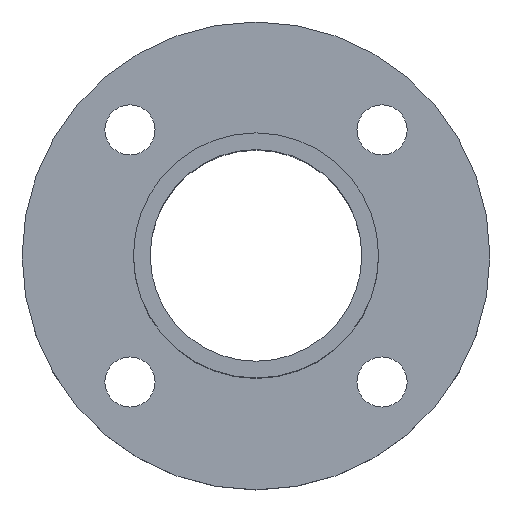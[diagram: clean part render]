
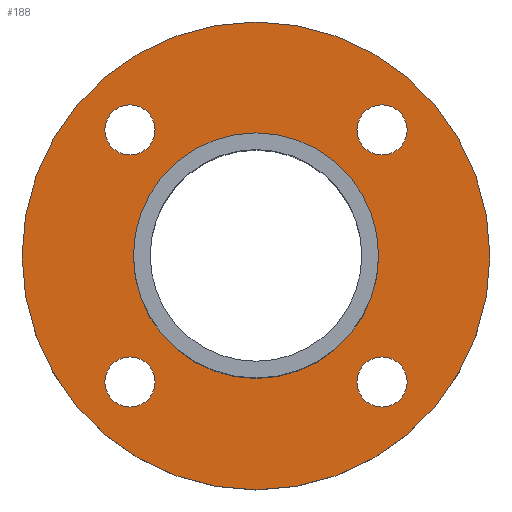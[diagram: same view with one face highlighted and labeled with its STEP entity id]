
A CAD part, top view. The second image highlights one B-rep face of the part: STEP entity #188.
In plain terms, the highlighted planar face has unit normal (0, 0, 1).
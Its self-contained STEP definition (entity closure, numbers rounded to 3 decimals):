
#16 = EDGE_CURVE ( 'NONE', #521, #58, #45, .T. ) ;
#20 = CARTESIAN_POINT ( 'NONE',  ( 11.314, -11.314, -10. ) ) ;
#21 = CIRCLE ( 'NONE', #602, 2.25 ) ;
#29 = EDGE_CURVE ( 'NONE', #58, #521, #415, .T. ) ;
#43 = CARTESIAN_POINT ( 'NONE',  ( 11., 0., -10. ) ) ;
#45 = CIRCLE ( 'NONE', #463, 2.25 ) ;
#58 = VERTEX_POINT ( 'NONE', #691 ) ;
#63 = DIRECTION ( 'NONE',  ( 1., 0., 0. ) ) ;
#67 = AXIS2_PLACEMENT_3D ( 'NONE', #20, #295, #577 ) ;
#76 = FACE_BOUND ( 'NONE', #580, .T. ) ;
#78 = CIRCLE ( 'NONE', #593, 2.25 ) ;
#96 = CARTESIAN_POINT ( 'NONE',  ( 9.064, -11.314, -10. ) ) ;
#109 = DIRECTION ( 'NONE',  ( 0., 0., 1. ) ) ;
#113 = AXIS2_PLACEMENT_3D ( 'NONE', #189, #316, #675 ) ;
#119 = DIRECTION ( 'NONE',  ( 1., 0., 0. ) ) ;
#133 = ORIENTED_EDGE ( 'NONE', *, *, #682, .F. ) ;
#143 = EDGE_CURVE ( 'NONE', #645, #156, #78, .T. ) ;
#145 = DIRECTION ( 'NONE',  ( 1., 0., 0. ) ) ;
#156 = VERTEX_POINT ( 'NONE', #555 ) ;
#168 = CARTESIAN_POINT ( 'NONE',  ( 11.314, 11.314, -10. ) ) ;
#186 = EDGE_LOOP ( 'NONE', ( #314, #479 ) ) ;
#188 = ADVANCED_FACE ( 'NONE', ( #355, #283, #696, #278, #76, #560 ), #683, .T. ) ;
#189 = CARTESIAN_POINT ( 'NONE',  ( -11.314, 11.314, -10. ) ) ;
#207 = CARTESIAN_POINT ( 'NONE',  ( -11.314, -11.314, -10. ) ) ;
#210 = ORIENTED_EDGE ( 'NONE', *, *, #143, .F. ) ;
#212 = DIRECTION ( 'NONE',  ( 0., 0., 1. ) ) ;
#217 = CARTESIAN_POINT ( 'NONE',  ( 0., 0., -10. ) ) ;
#226 = VERTEX_POINT ( 'NONE', #298 ) ;
#229 = DIRECTION ( 'NONE',  ( 0., 0., 1. ) ) ;
#255 = DIRECTION ( 'NONE',  ( 0., 0., 1. ) ) ;
#257 = DIRECTION ( 'NONE',  ( 1., 0., 0. ) ) ;
#267 = EDGE_CURVE ( 'NONE', #887, #445, #742, .T. ) ;
#270 = ORIENTED_EDGE ( 'NONE', *, *, #390, .F. ) ;
#278 = FACE_BOUND ( 'NONE', #186, .T. ) ;
#283 = FACE_BOUND ( 'NONE', #526, .T. ) ;
#292 = ORIENTED_EDGE ( 'NONE', *, *, #481, .T. ) ;
#295 = DIRECTION ( 'NONE',  ( 0., 0., 1. ) ) ;
#298 = CARTESIAN_POINT ( 'NONE',  ( 13.564, -11.314, -10. ) ) ;
#300 = DIRECTION ( 'NONE',  ( 0., 0., 1. ) ) ;
#308 = VERTEX_POINT ( 'NONE', #96 ) ;
#314 = ORIENTED_EDGE ( 'NONE', *, *, #557, .F. ) ;
#316 = DIRECTION ( 'NONE',  ( 0., 0., 1. ) ) ;
#321 = CARTESIAN_POINT ( 'NONE',  ( -11., 0., -10. ) ) ;
#338 = DIRECTION ( 'NONE',  ( 0., 0., 1. ) ) ;
#339 = VERTEX_POINT ( 'NONE', #569 ) ;
#355 = FACE_BOUND ( 'NONE', #874, .T. ) ;
#373 = CARTESIAN_POINT ( 'NONE',  ( 21., 0., -10. ) ) ;
#379 = ORIENTED_EDGE ( 'NONE', *, *, #474, .F. ) ;
#381 = CARTESIAN_POINT ( 'NONE',  ( -9.064, 11.314, -10. ) ) ;
#386 = DIRECTION ( 'NONE',  ( 1., 0., 0. ) ) ;
#390 = EDGE_CURVE ( 'NONE', #308, #226, #425, .T. ) ;
#394 = EDGE_CURVE ( 'NONE', #597, #736, #575, .T. ) ;
#405 = CARTESIAN_POINT ( 'NONE',  ( -11.314, -11.314, -10. ) ) ;
#409 = CARTESIAN_POINT ( 'NONE',  ( 11.314, 11.314, -10. ) ) ;
#415 = CIRCLE ( 'NONE', #113, 2.25 ) ;
#416 = DIRECTION ( 'NONE',  ( 0., 0., 1. ) ) ;
#419 = ORIENTED_EDGE ( 'NONE', *, *, #886, .F. ) ;
#425 = CIRCLE ( 'NONE', #67, 2.25 ) ;
#445 = VERTEX_POINT ( 'NONE', #43 ) ;
#455 = DIRECTION ( 'NONE',  ( 1., 0., 0. ) ) ;
#461 = DIRECTION ( 'NONE',  ( 0., 0., 1. ) ) ;
#463 = AXIS2_PLACEMENT_3D ( 'NONE', #606, #255, #386 ) ;
#473 = AXIS2_PLACEMENT_3D ( 'NONE', #723, #461, #455 ) ;
#474 = EDGE_CURVE ( 'NONE', #226, #308, #548, .T. ) ;
#479 = ORIENTED_EDGE ( 'NONE', *, *, #747, .F. ) ;
#481 = EDGE_CURVE ( 'NONE', #736, #597, #772, .T. ) ;
#509 = DIRECTION ( 'NONE',  ( 1., 0., 0. ) ) ;
#516 = EDGE_LOOP ( 'NONE', ( #270, #379 ) ) ;
#521 = VERTEX_POINT ( 'NONE', #381 ) ;
#526 = EDGE_LOOP ( 'NONE', ( #133, #210 ) ) ;
#548 = CIRCLE ( 'NONE', #743, 2.25 ) ;
#555 = CARTESIAN_POINT ( 'NONE',  ( -13.564, -11.314, -10. ) ) ;
#557 = EDGE_CURVE ( 'NONE', #339, #784, #562, .T. ) ;
#560 = FACE_OUTER_BOUND ( 'NONE', #727, .T. ) ;
#561 = AXIS2_PLACEMENT_3D ( 'NONE', #842, #212, #145 ) ;
#562 = CIRCLE ( 'NONE', #841, 2.25 ) ;
#569 = CARTESIAN_POINT ( 'NONE',  ( 9.064, 11.314, -10. ) ) ;
#575 = CIRCLE ( 'NONE', #620, 21. ) ;
#577 = DIRECTION ( 'NONE',  ( 1., 0., 0. ) ) ;
#578 = ORIENTED_EDGE ( 'NONE', *, *, #29, .F. ) ;
#580 = EDGE_LOOP ( 'NONE', ( #419, #679 ) ) ;
#593 = AXIS2_PLACEMENT_3D ( 'NONE', #207, #624, #908 ) ;
#597 = VERTEX_POINT ( 'NONE', #756 ) ;
#602 = AXIS2_PLACEMENT_3D ( 'NONE', #405, #416, #257 ) ;
#606 = CARTESIAN_POINT ( 'NONE',  ( -11.314, 11.314, -10. ) ) ;
#620 = AXIS2_PLACEMENT_3D ( 'NONE', #861, #229, #509 ) ;
#624 = DIRECTION ( 'NONE',  ( 0., 0., 1. ) ) ;
#627 = ORIENTED_EDGE ( 'NONE', *, *, #394, .T. ) ;
#632 = AXIS2_PLACEMENT_3D ( 'NONE', #754, #338, #63 ) ;
#645 = VERTEX_POINT ( 'NONE', #778 ) ;
#646 = CARTESIAN_POINT ( 'NONE',  ( 13.564, 11.314, -10. ) ) ;
#655 = ORIENTED_EDGE ( 'NONE', *, *, #16, .F. ) ;
#673 = DIRECTION ( 'NONE',  ( 0., 0., 1. ) ) ;
#675 = DIRECTION ( 'NONE',  ( 1., 0., 0. ) ) ;
#679 = ORIENTED_EDGE ( 'NONE', *, *, #267, .F. ) ;
#682 = EDGE_CURVE ( 'NONE', #156, #645, #21, .T. ) ;
#683 = PLANE ( 'NONE',  #561 ) ;
#690 = DIRECTION ( 'NONE',  ( 1., 0., 0. ) ) ;
#691 = CARTESIAN_POINT ( 'NONE',  ( -13.564, 11.314, -10. ) ) ;
#696 = FACE_BOUND ( 'NONE', #516, .T. ) ;
#706 = DIRECTION ( 'NONE',  ( 0., 0., 1. ) ) ;
#709 = DIRECTION ( 'NONE',  ( 1., 0., 0. ) ) ;
#723 = CARTESIAN_POINT ( 'NONE',  ( 0., 0., -10. ) ) ;
#727 = EDGE_LOOP ( 'NONE', ( #627, #292 ) ) ;
#729 = CIRCLE ( 'NONE', #632, 11. ) ;
#736 = VERTEX_POINT ( 'NONE', #373 ) ;
#737 = CARTESIAN_POINT ( 'NONE',  ( 11.314, -11.314, -10. ) ) ;
#742 = CIRCLE ( 'NONE', #884, 11. ) ;
#743 = AXIS2_PLACEMENT_3D ( 'NONE', #737, #109, #119 ) ;
#747 = EDGE_CURVE ( 'NONE', #784, #339, #898, .T. ) ;
#754 = CARTESIAN_POINT ( 'NONE',  ( 0., 0., -10. ) ) ;
#756 = CARTESIAN_POINT ( 'NONE',  ( -21., 0., -10. ) ) ;
#772 = CIRCLE ( 'NONE', #473, 21. ) ;
#778 = CARTESIAN_POINT ( 'NONE',  ( -9.064, -11.314, -10. ) ) ;
#784 = VERTEX_POINT ( 'NONE', #646 ) ;
#810 = AXIS2_PLACEMENT_3D ( 'NONE', #168, #300, #709 ) ;
#841 = AXIS2_PLACEMENT_3D ( 'NONE', #409, #673, #690 ) ;
#842 = CARTESIAN_POINT ( 'NONE',  ( 0., 0., -10. ) ) ;
#861 = CARTESIAN_POINT ( 'NONE',  ( 0., 0., -10. ) ) ;
#862 = DIRECTION ( 'NONE',  ( 1., 0., 0. ) ) ;
#874 = EDGE_LOOP ( 'NONE', ( #578, #655 ) ) ;
#884 = AXIS2_PLACEMENT_3D ( 'NONE', #217, #706, #862 ) ;
#886 = EDGE_CURVE ( 'NONE', #445, #887, #729, .T. ) ;
#887 = VERTEX_POINT ( 'NONE', #321 ) ;
#898 = CIRCLE ( 'NONE', #810, 2.25 ) ;
#908 = DIRECTION ( 'NONE',  ( 1., 0., 0. ) ) ;
